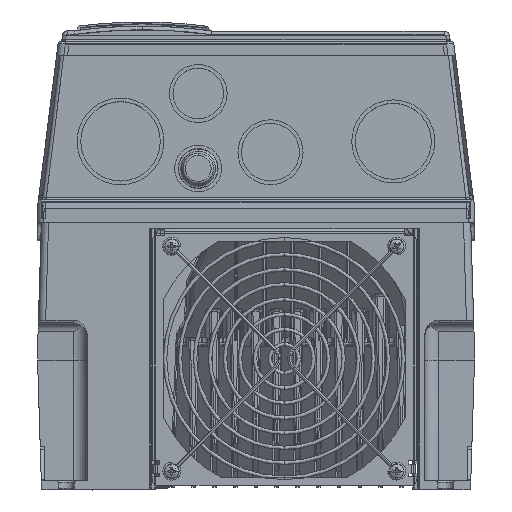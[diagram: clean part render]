
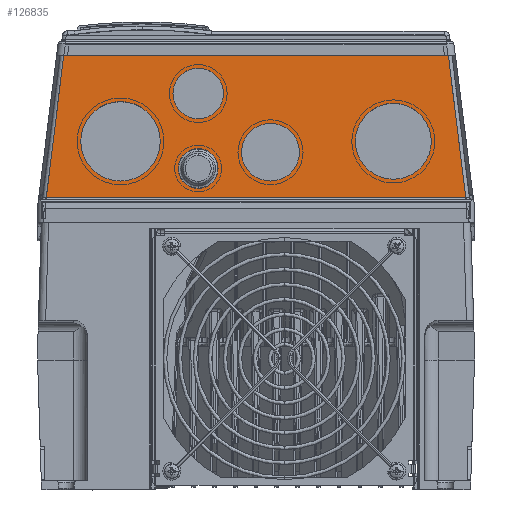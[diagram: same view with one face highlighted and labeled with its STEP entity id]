
A CAD part, front view. The second image highlights one B-rep face of the part: STEP entity #126835.
In plain terms, the highlighted planar face has unit normal (0, -1, 0.018).
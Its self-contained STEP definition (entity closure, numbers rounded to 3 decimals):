
#482 = EDGE_LOOP ( 'NONE', ( #164760, #120475 ) ) ;
#1216 = DIRECTION ( 'NONE',  ( 0., -0.017, -1. ) ) ;
#4317 = CARTESIAN_POINT ( 'NONE',  ( 128.86, 0.453, 38.952 ) ) ;
#6903 = EDGE_LOOP ( 'NONE', ( #178970, #70703 ) ) ;
#8365 = AXIS2_PLACEMENT_3D ( 'NONE', #65923, #165950, #80255 ) ;
#9004 = DIRECTION ( 'NONE',  ( 0., -0.017, -1. ) ) ;
#12199 = AXIS2_PLACEMENT_3D ( 'NONE', #75953, #176054, #90342 ) ;
#15132 = CARTESIAN_POINT ( 'NONE',  ( 8.165, 0.497, 41.457 ) ) ;
#16060 = VECTOR ( 'NONE', #179249, 1000. ) ;
#18712 = DIRECTION ( 'NONE',  ( 0., -0.017, -1. ) ) ;
#24753 = EDGE_CURVE ( 'NONE', #179948, #75016, #78370, .T. ) ;
#25033 = DIRECTION ( 'NONE',  ( 0., -1., 0.017 ) ) ;
#27155 = CARTESIAN_POINT ( 'NONE',  ( 237.093, -0.006, 12.643 ) ) ;
#28538 = CARTESIAN_POINT ( 'NONE',  ( 88.86, 0.104, 18.955 ) ) ;
#34365 = LINE ( 'NONE', #122635, #110434 ) ;
#34940 = VECTOR ( 'NONE', #127199, 1000. ) ;
#37007 = DIRECTION ( 'NONE',  ( -1., 0., 0. ) ) ;
#39984 = CARTESIAN_POINT ( 'NONE',  ( 45.86, 0.558, 44.951 ) ) ;
#40650 = EDGE_CURVE ( 'NONE', #105325, #66793, #144699, .T. ) ;
#42156 = VERTEX_POINT ( 'NONE', #150088 ) ;
#45180 = CIRCLE ( 'NONE', #80958, 21. ) ;
#48076 = CARTESIAN_POINT ( 'NONE',  ( 225.953, 1.577, 103.371 ) ) ;
#48555 = FACE_OUTER_BOUND ( 'NONE', #171970, .T. ) ;
#50882 = VERTEX_POINT ( 'NONE', #123789 ) ;
#51069 = AXIS2_PLACEMENT_3D ( 'NONE', #110745, #25033, #125095 ) ;
#51187 = AXIS2_PLACEMENT_3D ( 'NONE', #39984, #140137, #54380 ) ;
#53332 = CIRCLE ( 'NONE', #51069, 22. ) ;
#54380 = DIRECTION ( 'NONE',  ( 0., -0.017, -1. ) ) ;
#55960 = CARTESIAN_POINT ( 'NONE',  ( 88.86, 1.265, 85.445 ) ) ;
#56424 = CARTESIAN_POINT ( 'NONE',  ( 196.86, 0.558, 44.951 ) ) ;
#58031 = CIRCLE ( 'NONE', #8365, 14. ) ;
#59084 = ORIENTED_EDGE ( 'NONE', *, *, #167147, .T. ) ;
#59811 = VERTEX_POINT ( 'NONE', #77665 ) ;
#61388 = AXIS2_PLACEMENT_3D ( 'NONE', #4317, #104453, #18712 ) ;
#62074 = VERTEX_POINT ( 'NONE', #55960 ) ;
#64223 = EDGE_CURVE ( 'NONE', #66793, #59811, #34365, .T. ) ;
#65923 = CARTESIAN_POINT ( 'NONE',  ( 88.86, 1.02, 71.447 ) ) ;
#66793 = VERTEX_POINT ( 'NONE', #48076 ) ;
#69498 = ORIENTED_EDGE ( 'NONE', *, *, #183348, .F. ) ;
#69649 = EDGE_LOOP ( 'NONE', ( #177411, #149226 ) ) ;
#69751 = DIRECTION ( 'NONE',  ( 0., -1., 0.017 ) ) ;
#70703 = ORIENTED_EDGE ( 'NONE', *, *, #24753, .F. ) ;
#70794 = DIRECTION ( 'NONE',  ( 0., -0.017, -1. ) ) ;
#71428 = ORIENTED_EDGE ( 'NONE', *, *, #129749, .F. ) ;
#72595 = CARTESIAN_POINT ( 'NONE',  ( 88.86, 0.296, 29.953 ) ) ;
#72812 = AXIS2_PLACEMENT_3D ( 'NONE', #160862, #75215, #175321 ) ;
#74834 = CARTESIAN_POINT ( 'NONE',  ( 88.86, 0.776, 57.449 ) ) ;
#75016 = VERTEX_POINT ( 'NONE', #139667 ) ;
#75215 = DIRECTION ( 'NONE',  ( 0., -1., 0.017 ) ) ;
#75953 = CARTESIAN_POINT ( 'NONE',  ( 128.86, 0.453, 38.952 ) ) ;
#76866 = EDGE_CURVE ( 'NONE', #145579, #152360, #53332, .T. ) ;
#77665 = CARTESIAN_POINT ( 'NONE',  ( 15.767, 1.577, 103.371 ) ) ;
#78370 = CIRCLE ( 'NONE', #61388, 16. ) ;
#79156 = CARTESIAN_POINT ( 'NONE',  ( 237.05, 0.017, 13.982 ) ) ;
#80255 = DIRECTION ( 'NONE',  ( 0., -0.017, -1. ) ) ;
#80958 = AXIS2_PLACEMENT_3D ( 'NONE', #56424, #156423, #70794 ) ;
#85408 = ORIENTED_EDGE ( 'NONE', *, *, #94375, .F. ) ;
#86618 = FACE_BOUND ( 'NONE', #126659, .T. ) ;
#86961 = DIRECTION ( 'NONE',  ( 0., -0.017, -1. ) ) ;
#86976 = DIRECTION ( 'NONE',  ( 0., -1., 0.017 ) ) ;
#88569 = CARTESIAN_POINT ( 'NONE',  ( 4.792, 0.017, 13.982 ) ) ;
#90342 = DIRECTION ( 'NONE',  ( 0., -0.017, -1. ) ) ;
#91073 = FACE_BOUND ( 'NONE', #69649, .T. ) ;
#92569 = AXIS2_PLACEMENT_3D ( 'NONE', #172665, #86976, #1216 ) ;
#94375 = EDGE_CURVE ( 'NONE', #159270, #62074, #58031, .T. ) ;
#94785 = DIRECTION ( 'NONE',  ( 0., -1., 0.017 ) ) ;
#95108 = CIRCLE ( 'NONE', #51187, 22. ) ;
#95748 = CIRCLE ( 'NONE', #92569, 11. ) ;
#96228 = EDGE_CURVE ( 'NONE', #75016, #179948, #133032, .T. ) ;
#97079 = EDGE_CURVE ( 'NONE', #177344, #105325, #130304, .T. ) ;
#97155 = CARTESIAN_POINT ( 'NONE',  ( 45.86, 0.942, 66.947 ) ) ;
#98557 = CARTESIAN_POINT ( 'NONE',  ( 45.86, 0.174, 22.954 ) ) ;
#100073 = CARTESIAN_POINT ( 'NONE',  ( 196.86, 0.191, 23.954 ) ) ;
#104061 = EDGE_CURVE ( 'NONE', #158452, #50882, #95748, .T. ) ;
#104453 = DIRECTION ( 'NONE',  ( 0., -1., 0.017 ) ) ;
#105325 = VERTEX_POINT ( 'NONE', #128345 ) ;
#108585 = EDGE_CURVE ( 'NONE', #152360, #145579, #95108, .T. ) ;
#110434 = VECTOR ( 'NONE', #37007, 1000. ) ;
#110745 = CARTESIAN_POINT ( 'NONE',  ( 45.86, 0.558, 44.951 ) ) ;
#117664 = CARTESIAN_POINT ( 'NONE',  ( 128.86, 0.732, 54.949 ) ) ;
#120475 = ORIENTED_EDGE ( 'NONE', *, *, #76866, .F. ) ;
#122635 = CARTESIAN_POINT ( 'NONE',  ( 239.999, 1.577, 103.371 ) ) ;
#123789 = CARTESIAN_POINT ( 'NONE',  ( 88.86, 0.488, 40.951 ) ) ;
#124608 = FACE_BOUND ( 'NONE', #6903, .T. ) ;
#125095 = DIRECTION ( 'NONE',  ( 0., -0.017, -1. ) ) ;
#126203 = ORIENTED_EDGE ( 'NONE', *, *, #64223, .T. ) ;
#126659 = EDGE_LOOP ( 'NONE', ( #69498, #71428 ) ) ;
#126835 = ADVANCED_FACE ( 'NONE', ( #91073, #171658, #162639, #124608, #86618, #48555 ), #180478, .T. ) ;
#127199 = DIRECTION ( 'NONE',  ( -0.122, 0.017, 0.992 ) ) ;
#128345 = CARTESIAN_POINT ( 'NONE',  ( 236.929, 0.017, 13.982 ) ) ;
#129749 = EDGE_CURVE ( 'NONE', #42156, #166529, #45180, .T. ) ;
#130304 = LINE ( 'NONE', #79156, #16060 ) ;
#133032 = CIRCLE ( 'NONE', #12199, 16. ) ;
#137378 = CARTESIAN_POINT ( 'NONE',  ( 239.999, 0., 13. ) ) ;
#139667 = CARTESIAN_POINT ( 'NONE',  ( 128.86, 0.174, 22.954 ) ) ;
#140137 = DIRECTION ( 'NONE',  ( 0., -1., 0.017 ) ) ;
#143593 = DIRECTION ( 'NONE',  ( -0.122, -0.017, -0.992 ) ) ;
#144699 = LINE ( 'NONE', #27155, #34940 ) ;
#145155 = CIRCLE ( 'NONE', #147903, 14. ) ;
#145579 = VERTEX_POINT ( 'NONE', #97155 ) ;
#147903 = AXIS2_PLACEMENT_3D ( 'NONE', #155418, #69751, #169724 ) ;
#149226 = ORIENTED_EDGE ( 'NONE', *, *, #167415, .F. ) ;
#150088 = CARTESIAN_POINT ( 'NONE',  ( 196.86, 0.924, 65.947 ) ) ;
#152320 = CIRCLE ( 'NONE', #72812, 21. ) ;
#152360 = VERTEX_POINT ( 'NONE', #98557 ) ;
#155418 = CARTESIAN_POINT ( 'NONE',  ( 88.86, 1.02, 71.447 ) ) ;
#156423 = DIRECTION ( 'NONE',  ( 0., -1., 0.017 ) ) ;
#158452 = VERTEX_POINT ( 'NONE', #28538 ) ;
#159270 = VERTEX_POINT ( 'NONE', #74834 ) ;
#159896 = VECTOR ( 'NONE', #143593, 1000. ) ;
#160862 = CARTESIAN_POINT ( 'NONE',  ( 196.86, 0.558, 44.951 ) ) ;
#162639 = FACE_BOUND ( 'NONE', #180657, .T. ) ;
#164203 = CIRCLE ( 'NONE', #185143, 11. ) ;
#164380 = LINE ( 'NONE', #15132, #159896 ) ;
#164760 = ORIENTED_EDGE ( 'NONE', *, *, #108585, .F. ) ;
#165950 = DIRECTION ( 'NONE',  ( 0., -1., 0.017 ) ) ;
#166529 = VERTEX_POINT ( 'NONE', #100073 ) ;
#167147 = EDGE_CURVE ( 'NONE', #59811, #177344, #164380, .T. ) ;
#167415 = EDGE_CURVE ( 'NONE', #50882, #158452, #164203, .T. ) ;
#169724 = DIRECTION ( 'NONE',  ( 0., -0.017, -1. ) ) ;
#171658 = FACE_BOUND ( 'NONE', #482, .T. ) ;
#171905 = EDGE_CURVE ( 'NONE', #62074, #159270, #145155, .T. ) ;
#171970 = EDGE_LOOP ( 'NONE', ( #59084, #181897, #185089, #126203 ) ) ;
#172644 = DIRECTION ( 'NONE',  ( 0., -1., 0.017 ) ) ;
#172665 = CARTESIAN_POINT ( 'NONE',  ( 88.86, 0.296, 29.953 ) ) ;
#175321 = DIRECTION ( 'NONE',  ( 0., -0.017, -1. ) ) ;
#176054 = DIRECTION ( 'NONE',  ( 0., -1., 0.017 ) ) ;
#177344 = VERTEX_POINT ( 'NONE', #88569 ) ;
#177411 = ORIENTED_EDGE ( 'NONE', *, *, #104061, .F. ) ;
#178970 = ORIENTED_EDGE ( 'NONE', *, *, #96228, .F. ) ;
#179249 = DIRECTION ( 'NONE',  ( 1., 0., 0. ) ) ;
#179948 = VERTEX_POINT ( 'NONE', #117664 ) ;
#180416 = ORIENTED_EDGE ( 'NONE', *, *, #171905, .F. ) ;
#180478 = PLANE ( 'NONE',  #181279 ) ;
#180657 = EDGE_LOOP ( 'NONE', ( #85408, #180416 ) ) ;
#181279 = AXIS2_PLACEMENT_3D ( 'NONE', #137378, #94785, #9004 ) ;
#181897 = ORIENTED_EDGE ( 'NONE', *, *, #97079, .T. ) ;
#183348 = EDGE_CURVE ( 'NONE', #166529, #42156, #152320, .T. ) ;
#185089 = ORIENTED_EDGE ( 'NONE', *, *, #40650, .T. ) ;
#185143 = AXIS2_PLACEMENT_3D ( 'NONE', #72595, #172644, #86961 ) ;
